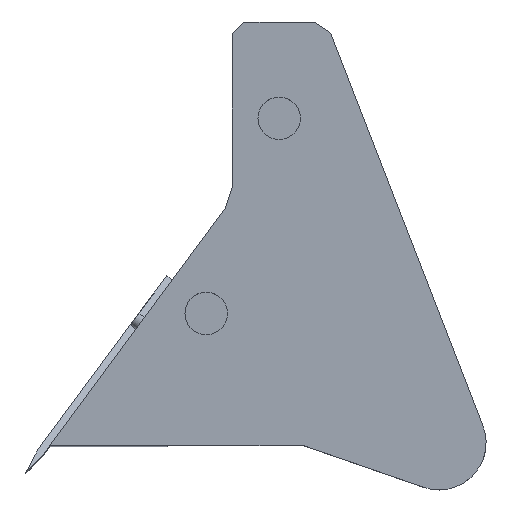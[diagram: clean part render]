
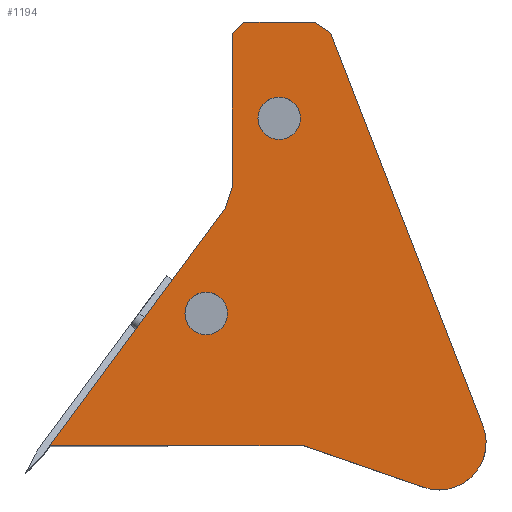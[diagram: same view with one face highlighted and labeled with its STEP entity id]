
A CAD part, top view. The second image highlights one B-rep face of the part: STEP entity #1194.
In plain terms, the highlighted planar face has unit normal (0, 0, 1).
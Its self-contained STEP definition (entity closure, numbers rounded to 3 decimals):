
#35=FACE_BOUND('',#234,.T.);
#36=FACE_BOUND('',#235,.T.);
#80=CIRCLE('',#1322,1.8);
#81=CIRCLE('',#1324,1.8);
#82=CIRCLE('',#1330,4.);
#159=FACE_OUTER_BOUND('',#233,.T.);
#233=EDGE_LOOP('',(#1074,#1075,#1076,#1077,#1078,#1079,#1080,#1081,#1082,
#1083));
#234=EDGE_LOOP('',(#1084));
#235=EDGE_LOOP('',(#1085));
#336=LINE('',#1938,#464);
#340=LINE('',#1945,#468);
#341=LINE('',#1949,#469);
#347=LINE('',#1960,#475);
#353=LINE('',#1978,#481);
#358=LINE('',#1992,#486);
#360=LINE('',#1995,#488);
#361=LINE('',#1997,#489);
#362=LINE('',#2000,#490);
#464=VECTOR('',#1597,10.);
#468=VECTOR('',#1603,10.);
#469=VECTOR('',#1606,10.);
#475=VECTOR('',#1614,10.);
#481=VECTOR('',#1630,10.);
#486=VECTOR('',#1645,10.);
#488=VECTOR('',#1649,10.);
#489=VECTOR('',#1652,10.);
#490=VECTOR('',#1655,10.);
#578=VERTEX_POINT('',#1935);
#579=VERTEX_POINT('',#1937);
#581=VERTEX_POINT('',#1943);
#582=VERTEX_POINT('',#1947);
#583=VERTEX_POINT('',#1948);
#587=VERTEX_POINT('',#1958);
#594=VERTEX_POINT('',#1977);
#595=VERTEX_POINT('',#1981);
#596=VERTEX_POINT('',#1985);
#597=VERTEX_POINT('',#1989);
#598=VERTEX_POINT('',#1991);
#599=VERTEX_POINT('',#1999);
#728=EDGE_CURVE('',#578,#579,#336,.T.);
#732=EDGE_CURVE('',#578,#581,#340,.T.);
#733=EDGE_CURVE('',#582,#583,#341,.T.);
#739=EDGE_CURVE('',#582,#587,#347,.T.);
#748=EDGE_CURVE('',#594,#587,#353,.T.);
#751=EDGE_CURVE('',#595,#595,#80,.T.);
#753=EDGE_CURVE('',#596,#596,#81,.T.);
#755=EDGE_CURVE('',#598,#597,#358,.T.);
#757=EDGE_CURVE('',#581,#598,#360,.T.);
#758=EDGE_CURVE('',#594,#579,#361,.T.);
#759=EDGE_CURVE('',#599,#583,#362,.T.);
#761=EDGE_CURVE('',#597,#599,#82,.T.);
#1074=ORIENTED_EDGE('',*,*,#733,.F.);
#1075=ORIENTED_EDGE('',*,*,#739,.T.);
#1076=ORIENTED_EDGE('',*,*,#748,.F.);
#1077=ORIENTED_EDGE('',*,*,#758,.T.);
#1078=ORIENTED_EDGE('',*,*,#728,.F.);
#1079=ORIENTED_EDGE('',*,*,#732,.T.);
#1080=ORIENTED_EDGE('',*,*,#757,.T.);
#1081=ORIENTED_EDGE('',*,*,#755,.T.);
#1082=ORIENTED_EDGE('',*,*,#761,.T.);
#1083=ORIENTED_EDGE('',*,*,#759,.T.);
#1084=ORIENTED_EDGE('',*,*,#751,.T.);
#1085=ORIENTED_EDGE('',*,*,#753,.T.);
#1132=PLANE('',#1331);
#1194=ADVANCED_FACE('',(#159,#35,#36),#1132,.T.);
#1322=AXIS2_PLACEMENT_3D('',#1983,#1635,#1636);
#1324=AXIS2_PLACEMENT_3D('',#1987,#1640,#1641);
#1330=AXIS2_PLACEMENT_3D('',#2003,#1659,#1660);
#1331=AXIS2_PLACEMENT_3D('',#2004,#1661,#1662);
#1597=DIRECTION('',(0.313,0.95,0.));
#1603=DIRECTION('',(-0.594,-0.804,0.));
#1606=DIRECTION('',(0.825,-0.565,0.));
#1614=DIRECTION('',(-1.,0.,0.));
#1630=DIRECTION('',(0.707,0.707,0.));
#1635=DIRECTION('center_axis',(0.,0.,-1.));
#1636=DIRECTION('ref_axis',(-1.,0.,0.));
#1640=DIRECTION('center_axis',(0.,0.,-1.));
#1641=DIRECTION('ref_axis',(-1.,0.,0.));
#1645=DIRECTION('',(0.945,-0.327,0.));
#1649=DIRECTION('',(1.,0.,0.));
#1652=DIRECTION('',(0.,-1.,0.));
#1655=DIRECTION('',(-0.362,0.932,0.));
#1659=DIRECTION('center_axis',(0.,0.,1.));
#1660=DIRECTION('ref_axis',(1.,0.,0.));
#1661=DIRECTION('center_axis',(0.,0.,1.));
#1662=DIRECTION('ref_axis',(1.,0.,0.));
#1935=CARTESIAN_POINT('',(16.873,23.844,35.));
#1937=CARTESIAN_POINT('',(17.468,25.648,35.));
#1938=CARTESIAN_POINT('',(16.603,23.023,35.));
#1943=CARTESIAN_POINT('',(2.024,3.754,35.));
#1945=CARTESIAN_POINT('',(17.468,24.648,35.));
#1947=CARTESIAN_POINT('',(24.468,39.648,35.));
#1948=CARTESIAN_POINT('',(25.829,38.716,35.));
#1949=CARTESIAN_POINT('',(28.083,37.173,35.));
#1958=CARTESIAN_POINT('',(18.468,39.648,35.));
#1960=CARTESIAN_POINT('',(25.468,39.648,35.));
#1977=CARTESIAN_POINT('',(17.468,38.648,35.));
#1978=CARTESIAN_POINT('',(13.773,34.953,35.));
#1981=CARTESIAN_POINT('',(17.075,14.952,35.));
#1983=CARTESIAN_POINT('Origin',(15.275,14.952,35.));
#1985=CARTESIAN_POINT('',(23.268,31.489,35.));
#1987=CARTESIAN_POINT('Origin',(21.468,31.489,35.));
#1989=CARTESIAN_POINT('',(33.691,0.22,35.));
#1991=CARTESIAN_POINT('',(23.486,3.754,35.));
#1992=CARTESIAN_POINT('',(23.486,3.754,35.));
#1995=CARTESIAN_POINT('',(2.024,3.754,35.));
#1997=CARTESIAN_POINT('',(17.468,39.648,35.));
#1999=CARTESIAN_POINT('',(38.729,5.446,35.));
#2000=CARTESIAN_POINT('',(38.729,5.446,35.));
#2003=CARTESIAN_POINT('Origin',(35.,4.,35.));
#2004=CARTESIAN_POINT('Origin',(20.512,19.824,35.));
